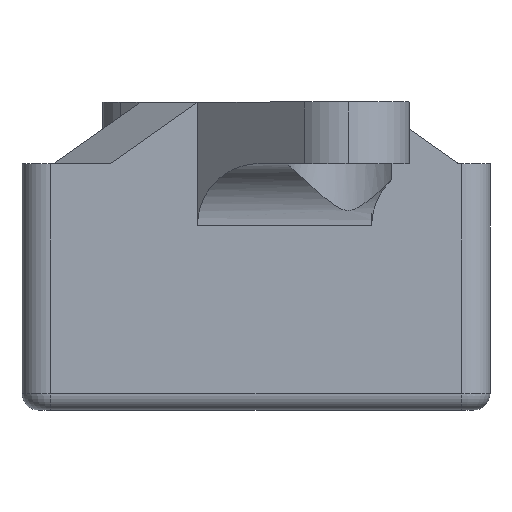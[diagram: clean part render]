
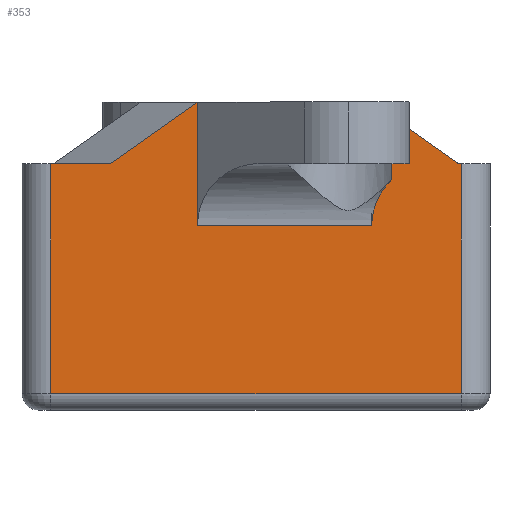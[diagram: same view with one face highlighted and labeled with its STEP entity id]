
A CAD part, top view. The second image highlights one B-rep face of the part: STEP entity #353.
In plain terms, the highlighted planar face has unit normal (0, 0, 1).
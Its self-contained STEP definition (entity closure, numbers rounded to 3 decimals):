
#10 = VERTEX_POINT ( 'NONE', #531 ) ;
#11 = DIRECTION ( 'NONE',  ( 0., 0., -1. ) ) ;
#15 = EDGE_CURVE ( 'NONE', #736, #783, #456, .T. ) ;
#17 = ORIENTED_EDGE ( 'NONE', *, *, #452, .T. ) ;
#25 = VECTOR ( 'NONE', #341, 1000. ) ;
#26 = VECTOR ( 'NONE', #714, 1000. ) ;
#44 = DIRECTION ( 'NONE',  ( -0.816, -0.577, 0. ) ) ;
#58 = DIRECTION ( 'NONE',  ( 1., 0., 0. ) ) ;
#90 = ORIENTED_EDGE ( 'NONE', *, *, #594, .T. ) ;
#107 = ORIENTED_EDGE ( 'NONE', *, *, #15, .T. ) ;
#130 = CARTESIAN_POINT ( 'NONE',  ( 9.885, -13.3, 1.4 ) ) ;
#143 = DIRECTION ( 'NONE',  ( 0., 1., 0. ) ) ;
#147 = EDGE_CURVE ( 'NONE', #1016, #681, #771, .T. ) ;
#148 = CARTESIAN_POINT ( 'NONE',  ( -2.843, -16.3, 1.4 ) ) ;
#171 = FACE_OUTER_BOUND ( 'NONE', #862, .T. ) ;
#173 = DIRECTION ( 'NONE',  ( 0., -1., 0. ) ) ;
#174 = AXIS2_PLACEMENT_3D ( 'NONE', #909, #11, #509 ) ;
#209 = EDGE_CURVE ( 'NONE', #10, #405, #477, .T. ) ;
#223 = VECTOR ( 'NONE', #58, 1000. ) ;
#254 = DIRECTION ( 'NONE',  ( -1., 0., 0. ) ) ;
#278 = CARTESIAN_POINT ( 'NONE',  ( 10., -24.5, 1.4 ) ) ;
#285 = VECTOR ( 'NONE', #44, 1000. ) ;
#287 = VECTOR ( 'NONE', #626, 1000. ) ;
#289 = CARTESIAN_POINT ( 'NONE',  ( 2.285, -7.926, 1.4 ) ) ;
#296 = DIRECTION ( 'NONE',  ( 0., 1., 0. ) ) ;
#308 = CARTESIAN_POINT ( 'NONE',  ( -10., -25.3, 1.4 ) ) ;
#341 = DIRECTION ( 'NONE',  ( 0., 1., 0. ) ) ;
#353 = ADVANCED_FACE ( 'NONE', ( #171 ), #844, .F. ) ;
#389 = CARTESIAN_POINT ( 'NONE',  ( -10., -13.3, 1.4 ) ) ;
#405 = VERTEX_POINT ( 'NONE', #942 ) ;
#423 = CARTESIAN_POINT ( 'NONE',  ( -2.843, -13.3, 1.4 ) ) ;
#452 = EDGE_CURVE ( 'NONE', #10, #730, #622, .T. ) ;
#456 = LINE ( 'NONE', #1021, #585 ) ;
#469 = VECTOR ( 'NONE', #296, 1000. ) ;
#477 = LINE ( 'NONE', #308, #469 ) ;
#482 = ORIENTED_EDGE ( 'NONE', *, *, #995, .T. ) ;
#483 = CARTESIAN_POINT ( 'NONE',  ( 5.643, -16.3, 1.4 ) ) ;
#509 = DIRECTION ( 'NONE',  ( 0., 1., 0. ) ) ;
#511 = LINE ( 'NONE', #423, #25 ) ;
#531 = CARTESIAN_POINT ( 'NONE',  ( -10., -24.5, 1.4 ) ) ;
#574 = EDGE_CURVE ( 'NONE', #940, #1016, #511, .T. ) ;
#576 = LINE ( 'NONE', #589, #950 ) ;
#585 = VECTOR ( 'NONE', #685, 1000. ) ;
#589 = CARTESIAN_POINT ( 'NONE',  ( 5.643, -13.3, 1.4 ) ) ;
#594 = EDGE_CURVE ( 'NONE', #955, #940, #753, .T. ) ;
#622 = LINE ( 'NONE', #953, #223 ) ;
#626 = DIRECTION ( 'NONE',  ( -1., 0., 0. ) ) ;
#634 = ORIENTED_EDGE ( 'NONE', *, *, #209, .F. ) ;
#635 = LINE ( 'NONE', #289, #26 ) ;
#672 = ORIENTED_EDGE ( 'NONE', *, *, #877, .T. ) ;
#681 = VERTEX_POINT ( 'NONE', #784 ) ;
#685 = DIRECTION ( 'NONE',  ( -1., 0., 0. ) ) ;
#686 = ORIENTED_EDGE ( 'NONE', *, *, #147, .T. ) ;
#714 = DIRECTION ( 'NONE',  ( -0.816, 0.577, 0. ) ) ;
#719 = CARTESIAN_POINT ( 'NONE',  ( 10., -25.3, 1.4 ) ) ;
#730 = VERTEX_POINT ( 'NONE', #278 ) ;
#736 = VERTEX_POINT ( 'NONE', #858 ) ;
#753 = LINE ( 'NONE', #908, #796 ) ;
#771 = LINE ( 'NONE', #943, #285 ) ;
#776 = VECTOR ( 'NONE', #143, 1000. ) ;
#783 = VERTEX_POINT ( 'NONE', #130 ) ;
#784 = CARTESIAN_POINT ( 'NONE',  ( -7.085, -13.3, 1.4 ) ) ;
#796 = VECTOR ( 'NONE', #254, 1000. ) ;
#806 = LINE ( 'NONE', #719, #776 ) ;
#833 = CARTESIAN_POINT ( 'NONE',  ( -2.843, -10.3, 1.4 ) ) ;
#836 = ORIENTED_EDGE ( 'NONE', *, *, #911, .T. ) ;
#844 = PLANE ( 'NONE',  #174 ) ;
#858 = CARTESIAN_POINT ( 'NONE',  ( 10., -13.3, 1.4 ) ) ;
#862 = EDGE_LOOP ( 'NONE', ( #634, #17, #935, #107, #672, #482, #90, #985, #686, #836 ) ) ;
#866 = EDGE_CURVE ( 'NONE', #730, #736, #806, .T. ) ;
#877 = EDGE_CURVE ( 'NONE', #783, #1065, #635, .T. ) ;
#908 = CARTESIAN_POINT ( 'NONE',  ( -10., -16.3, 1.4 ) ) ;
#909 = CARTESIAN_POINT ( 'NONE',  ( -10., -25.3, 1.4 ) ) ;
#911 = EDGE_CURVE ( 'NONE', #681, #405, #1054, .T. ) ;
#912 = CARTESIAN_POINT ( 'NONE',  ( 5.643, -10.3, 1.4 ) ) ;
#935 = ORIENTED_EDGE ( 'NONE', *, *, #866, .T. ) ;
#940 = VERTEX_POINT ( 'NONE', #148 ) ;
#942 = CARTESIAN_POINT ( 'NONE',  ( -10., -13.3, 1.4 ) ) ;
#943 = CARTESIAN_POINT ( 'NONE',  ( -14.685, -18.674, 1.4 ) ) ;
#950 = VECTOR ( 'NONE', #173, 1000. ) ;
#953 = CARTESIAN_POINT ( 'NONE',  ( 10., -24.5, 1.4 ) ) ;
#955 = VERTEX_POINT ( 'NONE', #483 ) ;
#985 = ORIENTED_EDGE ( 'NONE', *, *, #574, .T. ) ;
#995 = EDGE_CURVE ( 'NONE', #1065, #955, #576, .T. ) ;
#1016 = VERTEX_POINT ( 'NONE', #833 ) ;
#1021 = CARTESIAN_POINT ( 'NONE',  ( -10., -13.3, 1.4 ) ) ;
#1054 = LINE ( 'NONE', #389, #287 ) ;
#1065 = VERTEX_POINT ( 'NONE', #912 ) ;
